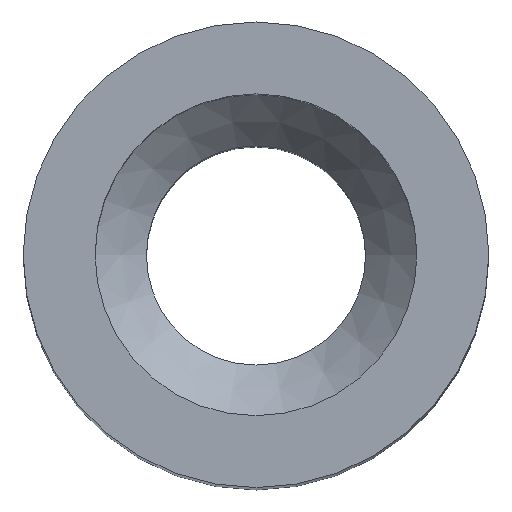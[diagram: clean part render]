
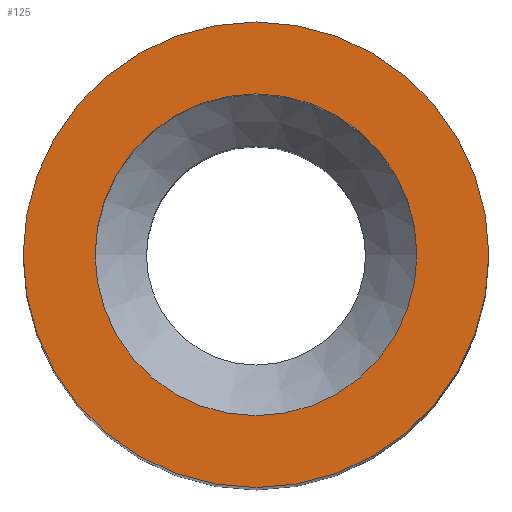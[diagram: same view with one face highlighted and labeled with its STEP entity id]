
A CAD part, top view. The second image highlights one B-rep face of the part: STEP entity #125.
In plain terms, the highlighted planar face has unit normal (0, 0, 1).
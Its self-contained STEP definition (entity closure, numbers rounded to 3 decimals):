
#16=FACE_BOUND('',#40,.T.);
#18=PLANE('',#144);
#30=FACE_OUTER_BOUND('',#39,.T.);
#39=EDGE_LOOP('',(#114));
#40=EDGE_LOOP('',(#115));
#58=CIRCLE('',#137,2.35);
#61=CIRCLE('',#142,3.4);
#67=VERTEX_POINT('',#205);
#70=VERTEX_POINT('',#215);
#79=EDGE_CURVE('',#67,#67,#58,.T.);
#85=EDGE_CURVE('',#70,#70,#61,.T.);
#114=ORIENTED_EDGE('',*,*,#85,.T.);
#115=ORIENTED_EDGE('',*,*,#79,.T.);
#125=ADVANCED_FACE('',(#30,#16),#18,.F.);
#137=AXIS2_PLACEMENT_3D('',#206,#168,#169);
#142=AXIS2_PLACEMENT_3D('',#217,#181,#182);
#144=AXIS2_PLACEMENT_3D('',#219,#185,#186);
#168=DIRECTION('center_axis',(0.,0.,-1.));
#169=DIRECTION('ref_axis',(1.,0.,0.));
#181=DIRECTION('center_axis',(0.,0.,1.));
#182=DIRECTION('ref_axis',(-1.,0.,0.));
#185=DIRECTION('center_axis',(0.,0.,-1.));
#186=DIRECTION('ref_axis',(1.,0.,0.));
#205=CARTESIAN_POINT('',(19.571,0.,-1.));
#206=CARTESIAN_POINT('Origin',(21.921,0.,-1.));
#215=CARTESIAN_POINT('',(25.321,0.,-1.));
#217=CARTESIAN_POINT('Origin',(21.921,0.,-1.));
#219=CARTESIAN_POINT('Origin',(21.921,0.,-1.));
